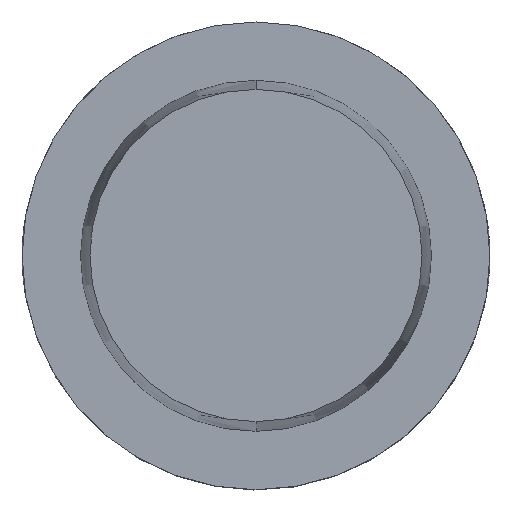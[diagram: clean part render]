
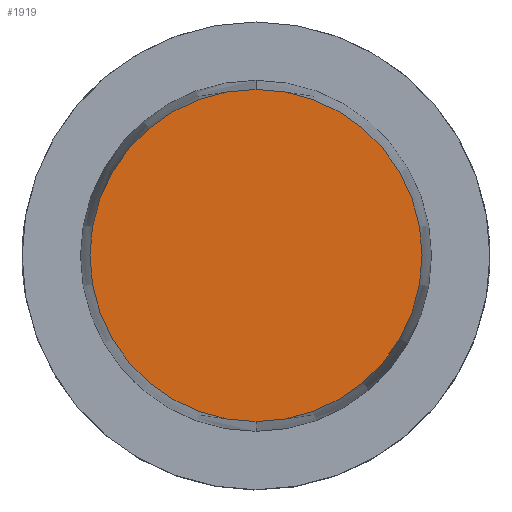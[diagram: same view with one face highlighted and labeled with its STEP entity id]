
A CAD part, top view. The second image highlights one B-rep face of the part: STEP entity #1919.
In plain terms, the highlighted planar face has unit normal (0, 0, 1).
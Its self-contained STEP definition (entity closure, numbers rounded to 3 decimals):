
#997=CARTESIAN_POINT('',(0.,0.,50.));
#998=DIRECTION('',(0.,0.,1.));
#999=DIRECTION('',(0.,1.,0.));
#1000=AXIS2_PLACEMENT_3D('',#997,#998,#999);
#1005=CARTESIAN_POINT('',(0.,0.,50.));
#1006=DIRECTION('',(0.,0.,-1.));
#1007=DIRECTION('',(0.,1.,0.));
#1008=AXIS2_PLACEMENT_3D('',#1005,#1006,#1007);
#1125=CARTESIAN_POINT('',(0.,35.501,50.));
#1126=VERTEX_POINT('',#1125);
#1127=CARTESIAN_POINT('',(0.,-35.501,50.));
#1128=VERTEX_POINT('',#1127);
#1910=CARTESIAN_POINT('',(0.,0.,50.));
#1911=DIRECTION('',(0.,0.,-1.));
#1912=DIRECTION('',(0.,-1.,0.));
#1913=AXIS2_PLACEMENT_3D('',#1910,#1911,#1912);
#1914=PLANE('',#1913);
#1915=ORIENTED_EDGE('',*,*,#1903,.F.);
#1916=ORIENTED_EDGE('',*,*,#1892,.T.);
#1917=EDGE_LOOP('',(#1915,#1916));
#1918=FACE_OUTER_BOUND('',#1917,.F.);
#1001=CIRCLE('',#1000,35.501);
#1009=CIRCLE('',#1008,35.501);
#1892=EDGE_CURVE('',#1126,#1128,#1009,.T.);
#1903=EDGE_CURVE('',#1126,#1128,#1001,.T.);
#1919=ADVANCED_FACE('',(#1918),#1914,.F.);
